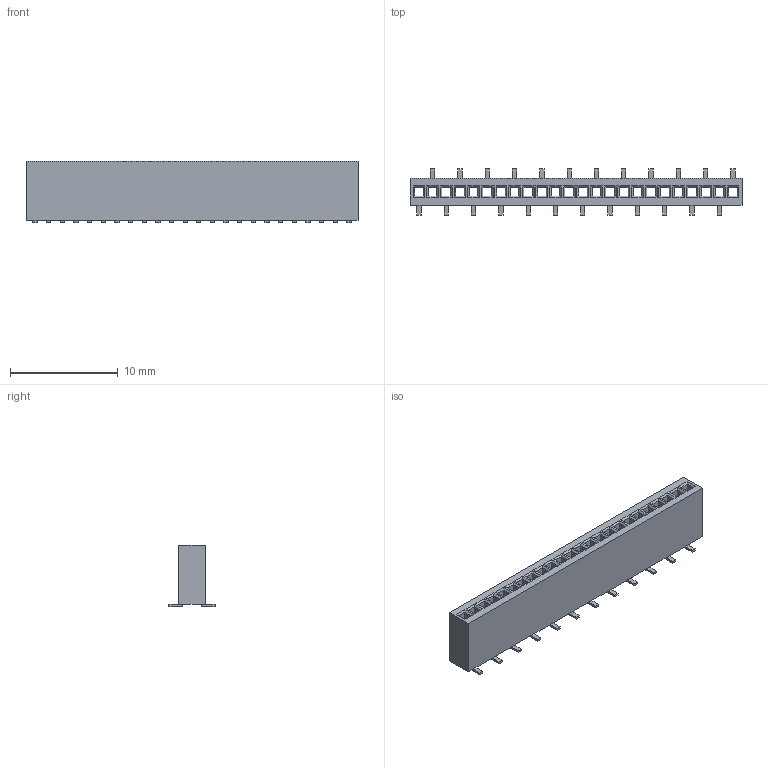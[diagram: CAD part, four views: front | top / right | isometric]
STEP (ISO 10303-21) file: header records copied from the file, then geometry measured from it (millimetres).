
FILE_DESCRIPTION(('HOOPS Exchange Step'),'2;1');
FILE_NAME('export-42384364-8097-4CB5-8CE3-EAE93C3FDBB4.stp','2021-05-03T15:57:41-07:00',('andy'),('Alibre'),'HOOPS Exchange 2020.1','Alibre','Unknown authorisation');
FILE_SCHEMA( ('AP242_MANAGED_MODEL_BASED_3D_ENGINEERING_MIM_LF {1 0 10303 442 1 1 4 }') );
Length unit declared in the file: centimetre
Products named in the file (1): DS-ESS-COIA-M0-SOSMT
Bounding box: 30.88 x 4.3 x 5.7 mm (x, y, z)
Volume: 341.6 mm3; surface area: 941 mm2
Topology: 1 solids, 1 shells, 342 faces, 876 edges, 536 vertices
Faces by surface type: plane 342
Entity records: 10214 total; most frequent: CARTESIAN_POINT 1756, ORIENTED_EDGE 1752, DIRECTION 1564, VECTOR 876, LINE 876, EDGE_CURVE 876, VERTEX_POINT 536, EDGE_LOOP 390
